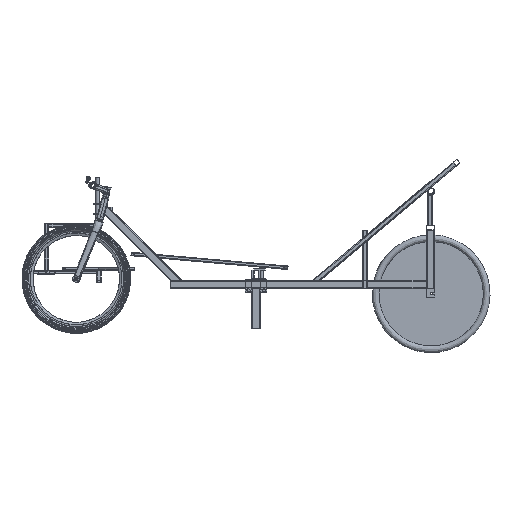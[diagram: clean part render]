
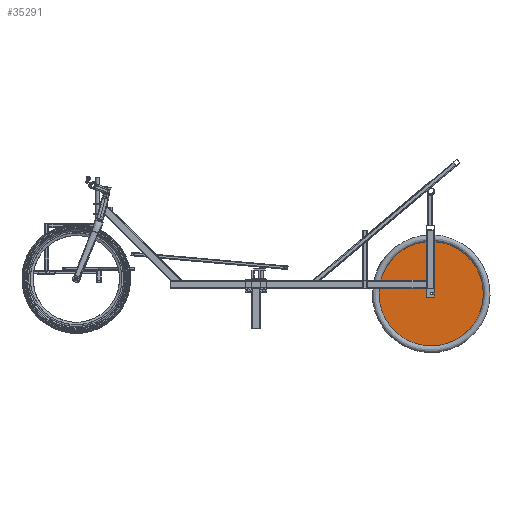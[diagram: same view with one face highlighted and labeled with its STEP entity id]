
A CAD part, front view. The second image highlights one B-rep face of the part: STEP entity #35291.
In plain terms, the highlighted face is planar.
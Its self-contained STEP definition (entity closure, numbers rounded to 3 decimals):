
#34860 = CYLINDRICAL_SURFACE('',#34861,9.38);
#34861 = AXIS2_PLACEMENT_3D('',#34862,#34863,#34864);
#34862 = CARTESIAN_POINT('',(-71.145,0.,0.));
#34863 = DIRECTION('',(1.,0.,0.));
#34864 = DIRECTION('',(0.,1.,0.));
#35220 = SURFACE_OF_REVOLUTION('',#35221,#35226);
#35221 = CIRCLE('',#35222,20.);
#35222 = AXIS2_PLACEMENT_3D('',#35223,#35224,#35225);
#35223 = CARTESIAN_POINT('',(0.,332.4,0.));
#35224 = DIRECTION('',(0.,0.,1.));
#35225 = DIRECTION('',(1.,0.,0.));
#35226 = AXIS1_PLACEMENT('',#35227,#35228);
#35227 = CARTESIAN_POINT('',(0.,0.,0.));
#35228 = DIRECTION('',(1.,0.,0.));
#35241 = VERTEX_POINT('',#35242);
#35242 = CARTESIAN_POINT('',(-1.,312.425,0.));
#35264 = EDGE_CURVE('',#35241,#35241,#35265,.T.);
#35265 = SURFACE_CURVE('',#35266,(#35271,#35278),.PCURVE_S1.);
#35266 = CIRCLE('',#35267,312.425);
#35267 = AXIS2_PLACEMENT_3D('',#35268,#35269,#35270);
#35268 = CARTESIAN_POINT('',(-1.,0.,0.));
#35269 = DIRECTION('',(1.,0.,0.));
#35270 = DIRECTION('',(0.,1.,0.));
#35271 = PCURVE('',#35220,#35272);
#35272 = DEFINITIONAL_REPRESENTATION('',(#35273),#35277);
#35273 = LINE('',#35274,#35275);
#35274 = CARTESIAN_POINT('',(0.,10.946));
#35275 = VECTOR('',#35276,1.);
#35276 = DIRECTION('',(1.,0.));
#35277 = ( GEOMETRIC_REPRESENTATION_CONTEXT(2) 
PARAMETRIC_REPRESENTATION_CONTEXT() REPRESENTATION_CONTEXT('2D SPACE',''
  ) );
#35278 = PCURVE('',#35279,#35284);
#35279 = PLANE('',#35280);
#35280 = AXIS2_PLACEMENT_3D('',#35281,#35282,#35283);
#35281 = CARTESIAN_POINT('',(-1.,0.,0.));
#35282 = DIRECTION('',(1.,0.,0.));
#35283 = DIRECTION('',(0.,1.,0.));
#35284 = DEFINITIONAL_REPRESENTATION('',(#35285),#35289);
#35285 = CIRCLE('',#35286,312.425);
#35286 = AXIS2_PLACEMENT_2D('',#35287,#35288);
#35287 = CARTESIAN_POINT('',(0.,0.));
#35288 = DIRECTION('',(1.,-0.));
#35289 = ( GEOMETRIC_REPRESENTATION_CONTEXT(2) 
PARAMETRIC_REPRESENTATION_CONTEXT() REPRESENTATION_CONTEXT('2D SPACE',''
  ) );
#35291 = ADVANCED_FACE('',(#35292,#35318),#35279,.F.);
#35292 = FACE_BOUND('',#35293,.T.);
#35293 = EDGE_LOOP('',(#35294));
#35294 = ORIENTED_EDGE('',*,*,#35295,.T.);
#35295 = EDGE_CURVE('',#35296,#35296,#35298,.T.);
#35296 = VERTEX_POINT('',#35297);
#35297 = CARTESIAN_POINT('',(-1.,9.38,0.));
#35298 = SURFACE_CURVE('',#35299,(#35304,#35311),.PCURVE_S1.);
#35299 = CIRCLE('',#35300,9.38);
#35300 = AXIS2_PLACEMENT_3D('',#35301,#35302,#35303);
#35301 = CARTESIAN_POINT('',(-1.,0.,0.));
#35302 = DIRECTION('',(1.,0.,0.));
#35303 = DIRECTION('',(0.,1.,0.));
#35304 = PCURVE('',#35279,#35305);
#35305 = DEFINITIONAL_REPRESENTATION('',(#35306),#35310);
#35306 = CIRCLE('',#35307,9.38);
#35307 = AXIS2_PLACEMENT_2D('',#35308,#35309);
#35308 = CARTESIAN_POINT('',(0.,0.));
#35309 = DIRECTION('',(1.,-0.));
#35310 = ( GEOMETRIC_REPRESENTATION_CONTEXT(2) 
PARAMETRIC_REPRESENTATION_CONTEXT() REPRESENTATION_CONTEXT('2D SPACE',''
  ) );
#35311 = PCURVE('',#34860,#35312);
#35312 = DEFINITIONAL_REPRESENTATION('',(#35313),#35317);
#35313 = LINE('',#35314,#35315);
#35314 = CARTESIAN_POINT('',(0.,70.145));
#35315 = VECTOR('',#35316,1.);
#35316 = DIRECTION('',(1.,0.));
#35317 = ( GEOMETRIC_REPRESENTATION_CONTEXT(2) 
PARAMETRIC_REPRESENTATION_CONTEXT() REPRESENTATION_CONTEXT('2D SPACE',''
  ) );
#35318 = FACE_BOUND('',#35319,.T.);
#35319 = EDGE_LOOP('',(#35320));
#35320 = ORIENTED_EDGE('',*,*,#35264,.F.);
